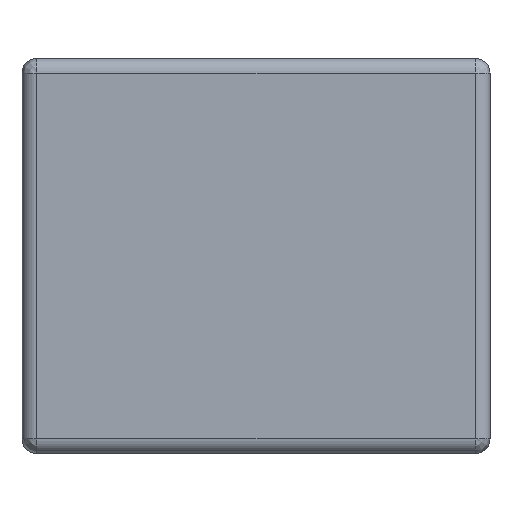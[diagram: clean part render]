
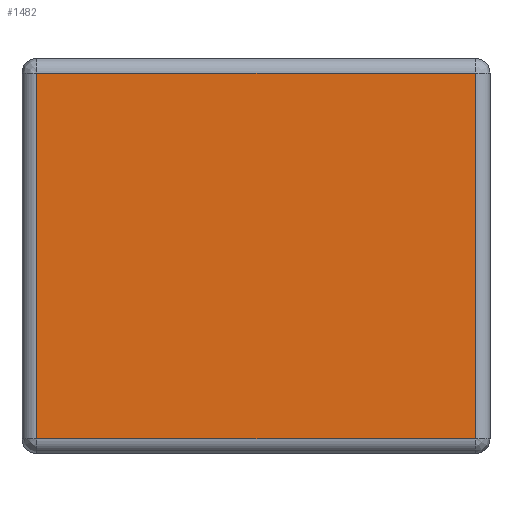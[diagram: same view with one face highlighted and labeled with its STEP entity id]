
A CAD part, left-side view. The second image highlights one B-rep face of the part: STEP entity #1482.
In plain terms, the highlighted planar face has unit normal (-1, 0, 0).
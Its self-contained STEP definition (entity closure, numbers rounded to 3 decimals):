
#9 = FACE_OUTER_BOUND ( 'NONE', #938, .T. ) ;
#22 = EDGE_CURVE ( 'NONE', #882, #1384, #249, .T. ) ;
#23 = CARTESIAN_POINT ( 'NONE',  ( -2.25, 1.5, 0. ) ) ;
#137 = DIRECTION ( 'NONE',  ( 0., 0., -1. ) ) ;
#249 = LINE ( 'NONE', #705, #1272 ) ;
#250 = AXIS2_PLACEMENT_3D ( 'NONE', #448, #442, #1598 ) ;
#314 = PLANE ( 'NONE',  #250 ) ;
#386 = DIRECTION ( 'NONE',  ( 0., -1., 0. ) ) ;
#399 = VERTEX_POINT ( 'NONE', #791 ) ;
#412 = VECTOR ( 'NONE', #386, 1000. ) ;
#429 = VECTOR ( 'NONE', #796, 1000. ) ;
#442 = DIRECTION ( 'NONE',  ( -1., 0., 0. ) ) ;
#448 = CARTESIAN_POINT ( 'NONE',  ( -2.25, 0., 0. ) ) ;
#454 = ORIENTED_EDGE ( 'NONE', *, *, #1128, .F. ) ;
#466 = EDGE_CURVE ( 'NONE', #399, #977, #826, .T. ) ;
#530 = CARTESIAN_POINT ( 'NONE',  ( -2.25, 1.5, 0. ) ) ;
#705 = CARTESIAN_POINT ( 'NONE',  ( -2.25, -1.5, 0. ) ) ;
#791 = CARTESIAN_POINT ( 'NONE',  ( -2.25, 1.5, 2.5 ) ) ;
#796 = DIRECTION ( 'NONE',  ( 0., -1., 0. ) ) ;
#826 = LINE ( 'NONE', #530, #1088 ) ;
#882 = VERTEX_POINT ( 'NONE', #1571 ) ;
#903 = EDGE_CURVE ( 'NONE', #977, #882, #1536, .T. ) ;
#938 = EDGE_LOOP ( 'NONE', ( #1301, #1621, #454, #957 ) ) ;
#952 = DIRECTION ( 'NONE',  ( 0., 0., 1. ) ) ;
#957 = ORIENTED_EDGE ( 'NONE', *, *, #466, .T. ) ;
#977 = VERTEX_POINT ( 'NONE', #23 ) ;
#1088 = VECTOR ( 'NONE', #137, 1000. ) ;
#1128 = EDGE_CURVE ( 'NONE', #399, #1384, #1190, .T. ) ;
#1172 = CARTESIAN_POINT ( 'NONE',  ( -2.25, 0., 0. ) ) ;
#1190 = LINE ( 'NONE', #1653, #412 ) ;
#1272 = VECTOR ( 'NONE', #952, 1000. ) ;
#1301 = ORIENTED_EDGE ( 'NONE', *, *, #903, .T. ) ;
#1384 = VERTEX_POINT ( 'NONE', #1436 ) ;
#1436 = CARTESIAN_POINT ( 'NONE',  ( -2.25, -1.5, 2.5 ) ) ;
#1482 = ADVANCED_FACE ( 'NONE', ( #9 ), #314, .T. ) ;
#1536 = LINE ( 'NONE', #1172, #429 ) ;
#1571 = CARTESIAN_POINT ( 'NONE',  ( -2.25, -1.5, 0. ) ) ;
#1598 = DIRECTION ( 'NONE',  ( 0., 0., 1. ) ) ;
#1621 = ORIENTED_EDGE ( 'NONE', *, *, #22, .T. ) ;
#1653 = CARTESIAN_POINT ( 'NONE',  ( -2.25, 0., 2.5 ) ) ;
